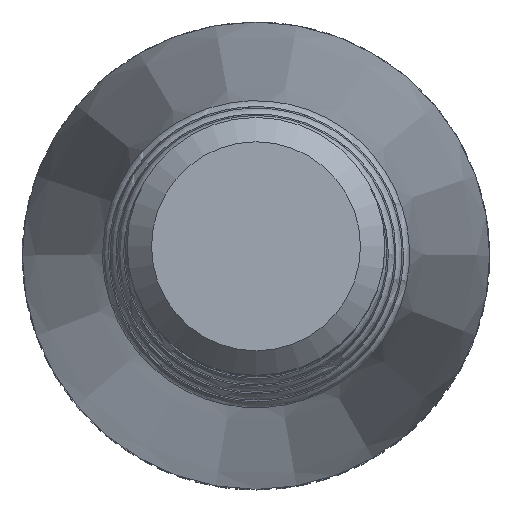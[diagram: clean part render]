
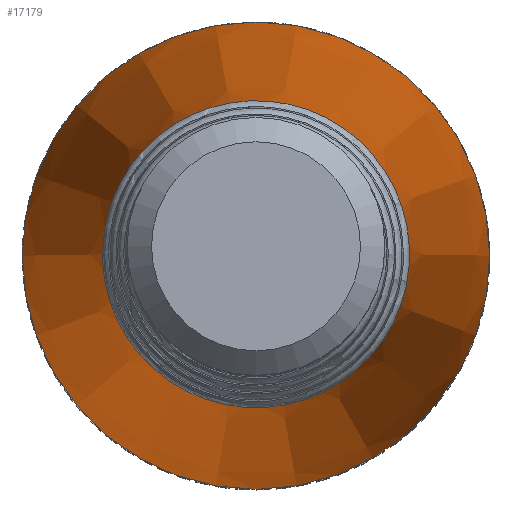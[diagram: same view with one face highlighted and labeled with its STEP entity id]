
A CAD part, top view. The second image highlights one B-rep face of the part: STEP entity #17179.
In plain terms, the highlighted conical face has half-angle 5.352 degrees and reference radius 7.25 mm.
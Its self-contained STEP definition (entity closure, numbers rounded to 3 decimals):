
#83 = CARTESIAN_POINT ( 'NONE',  ( -2.161, -3.03, 41.049 ) ) ;
#201 = CARTESIAN_POINT ( 'NONE',  ( 5.81, 2.296, 41.049 ) ) ;
#1339 = CARTESIAN_POINT ( 'NONE',  ( 4.928, -4.44, 41.049 ) ) ;
#1437 = CARTESIAN_POINT ( 'NONE',  ( -0.398, -4.793, 41.049 ) ) ;
#1510 = CARTESIAN_POINT ( 'NONE',  ( 2.001, -0.631, 14.503 ) ) ;
#1804 = DIRECTION ( 'NONE',  ( 0., 0., -1. ) ) ;
#2999 = CARTESIAN_POINT ( 'NONE',  ( 5.81, -3.558, 41.049 ) ) ;
#3642 = CARTESIAN_POINT ( 'NONE',  ( -2.161, 1.768, 41.049 ) ) ;
#3688 = CARTESIAN_POINT ( 'NONE',  ( 2.001, -0.631, 14.503 ) ) ;
#3756 = CARTESIAN_POINT ( 'NONE',  ( 6.163, 1.768, 41.049 ) ) ;
#4268 = EDGE_CURVE ( 'NONE', #20039, #20039, #13344, .T. ) ;
#4364 = B_SPLINE_CURVE_WITH_KNOTS ( 'NONE', 3,
 ( #18966, #7128, #19863, #3642, #13877, #18752, #8912, #7233, #5307, #4670, #10326, #10439, #12232, #201, #3756, #11484, #15429, #18236, #4773, #20490, #2999, #1339, #8166, #16689, #14903, #21627, #13650, #1437, #8271, #15008, #83, #6884, #9235, #15997 ),
 .UNSPECIFIED., .T., .F.,
 ( 4, 2, 2, 2, 2, 2, 2, 2, 2, 2, 2, 2, 2, 2, 2, 2, 4 ),
 ( 0., 0.063, 0.125, 0.188, 0.25, 0.313, 0.375, 0.438, 0.5, 0.563, 0.625, 0.688, 0.75, 0.813, 0.875, 0.938, 1. ),
 .UNSPECIFIED. ) ;
#4670 = CARTESIAN_POINT ( 'NONE',  ( 2.625, 4.132, 41.049 ) ) ;
#4773 = CARTESIAN_POINT ( 'NONE',  ( 6.64, -1.878, 41.049 ) ) ;
#5133 = DIRECTION ( 'NONE',  ( -1., 0., 0. ) ) ;
#5307 = CARTESIAN_POINT ( 'NONE',  ( 1.378, 4.132, 41.049 ) ) ;
#5861 = CONICAL_SURFACE ( 'NONE', #12281, 7.25, 0.093 ) ;
#6884 = CARTESIAN_POINT ( 'NONE',  ( -2.638, -1.878, 41.049 ) ) ;
#7128 = CARTESIAN_POINT ( 'NONE',  ( -2.762, -0.007, 41.049 ) ) ;
#7233 = CARTESIAN_POINT ( 'NONE',  ( 0.754, 4.008, 41.049 ) ) ;
#7444 = ORIENTED_EDGE ( 'NONE', *, *, #4268, .F. ) ;
#8166 = CARTESIAN_POINT ( 'NONE',  ( 4.4, -4.793, 41.049 ) ) ;
#8240 = VERTEX_POINT ( 'NONE', #14978 ) ;
#8271 = CARTESIAN_POINT ( 'NONE',  ( -0.926, -4.44, 41.049 ) ) ;
#8912 = CARTESIAN_POINT ( 'NONE',  ( -0.398, 3.531, 41.049 ) ) ;
#9235 = CARTESIAN_POINT ( 'NONE',  ( -2.762, -1.254, 41.049 ) ) ;
#9802 = AXIS2_PLACEMENT_3D ( 'NONE', #3688, #1804, #5133 ) ;
#10216 = FACE_BOUND ( 'NONE', #13951, .T. ) ;
#10326 = CARTESIAN_POINT ( 'NONE',  ( 3.248, 4.008, 41.049 ) ) ;
#10439 = CARTESIAN_POINT ( 'NONE',  ( 4.4, 3.531, 41.049 ) ) ;
#11484 = CARTESIAN_POINT ( 'NONE',  ( 6.64, 0.616, 41.049 ) ) ;
#12232 = CARTESIAN_POINT ( 'NONE',  ( 4.928, 3.178, 41.049 ) ) ;
#12281 = AXIS2_PLACEMENT_3D ( 'NONE', #1510, #13769, #15088 ) ;
#13344 = CIRCLE ( 'NONE', #9802, 7.25 ) ;
#13650 = CARTESIAN_POINT ( 'NONE',  ( 0.754, -5.27, 41.049 ) ) ;
#13769 = DIRECTION ( 'NONE',  ( 0., 0., -1. ) ) ;
#13877 = CARTESIAN_POINT ( 'NONE',  ( -1.808, 2.296, 41.049 ) ) ;
#13951 = EDGE_LOOP ( 'NONE', ( #20034 ) ) ;
#14059 = EDGE_CURVE ( 'NONE', #8240, #8240, #4364, .T. ) ;
#14645 = CARTESIAN_POINT ( 'NONE',  ( -5.249, -0.631, 14.503 ) ) ;
#14903 = CARTESIAN_POINT ( 'NONE',  ( 2.625, -5.394, 41.049 ) ) ;
#14978 = CARTESIAN_POINT ( 'NONE',  ( -2.762, -0.631, 41.049 ) ) ;
#15008 = CARTESIAN_POINT ( 'NONE',  ( -1.808, -3.558, 41.049 ) ) ;
#15088 = DIRECTION ( 'NONE',  ( -1., 0., 0. ) ) ;
#15429 = CARTESIAN_POINT ( 'NONE',  ( 6.764, -0.007, 41.049 ) ) ;
#15997 = CARTESIAN_POINT ( 'NONE',  ( -2.762, -0.631, 41.049 ) ) ;
#16689 = CARTESIAN_POINT ( 'NONE',  ( 3.248, -5.27, 41.049 ) ) ;
#17179 = ADVANCED_FACE ( 'NONE', ( #20484, #10216 ), #5861, .T. ) ;
#18236 = CARTESIAN_POINT ( 'NONE',  ( 6.764, -1.254, 41.049 ) ) ;
#18752 = CARTESIAN_POINT ( 'NONE',  ( -0.926, 3.178, 41.049 ) ) ;
#18966 = CARTESIAN_POINT ( 'NONE',  ( -2.762, -0.631, 41.049 ) ) ;
#19863 = CARTESIAN_POINT ( 'NONE',  ( -2.638, 0.616, 41.049 ) ) ;
#20034 = ORIENTED_EDGE ( 'NONE', *, *, #14059, .T. ) ;
#20039 = VERTEX_POINT ( 'NONE', #14645 ) ;
#20484 = FACE_OUTER_BOUND ( 'NONE', #20955, .T. ) ;
#20490 = CARTESIAN_POINT ( 'NONE',  ( 6.163, -3.03, 41.049 ) ) ;
#20955 = EDGE_LOOP ( 'NONE', ( #7444 ) ) ;
#21627 = CARTESIAN_POINT ( 'NONE',  ( 1.378, -5.394, 41.049 ) ) ;
